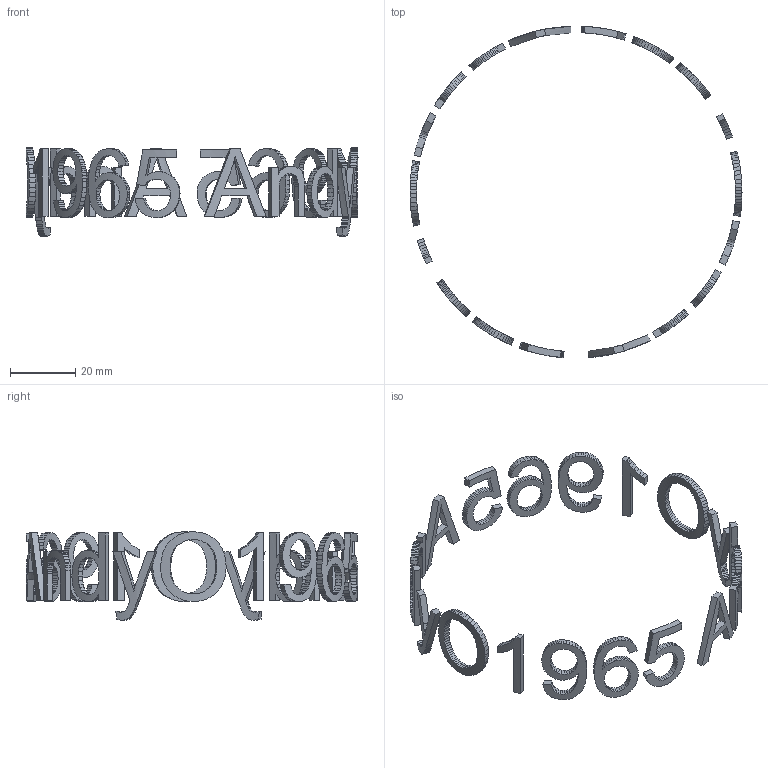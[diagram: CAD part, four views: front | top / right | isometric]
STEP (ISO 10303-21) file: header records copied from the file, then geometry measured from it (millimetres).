
FILE_DESCRIPTION(('STEP AP214'),'1');
FILE_NAME('tmp0.stp','2024-01-13T13:29:22',(' '),(' '),'Spatial InterOp 3D',' ',' ');
FILE_SCHEMA(('AUTOMOTIVE_DESIGN { 1 0 10303 214 1 1 1 1 }'));
Length unit declared in the file: millimetre
Products named in the file (1): 1
Bounding box: 102 x 101.83 x 27.15 mm (x, y, z)
Volume: 4087.2 mm3; surface area: 7534.3 mm2
Topology: 18 solids, 18 shells, 1353 faces, 3951 edges, 2634 vertices
Faces by surface type: bspline 1259, plane 58, cylinder 36
Entity records: 61784 total; most frequent: CARTESIAN_POINT 34383, ORIENTED_EDGE 7902, EDGE_CURVE 3951, VERTEX_POINT 2634, B_SPLINE_CURVE_WITH_KNOTS 2514, DIRECTION 1729, EDGE_LOOP 1373, LINE 1369
